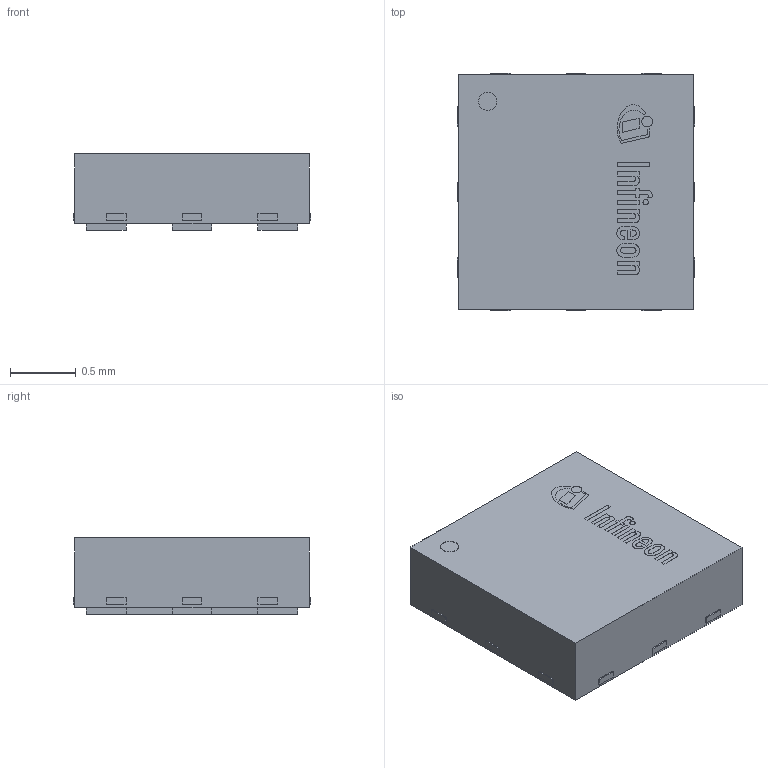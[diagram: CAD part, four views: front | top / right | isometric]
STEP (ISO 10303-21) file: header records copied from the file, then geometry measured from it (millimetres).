
FILE_DESCRIPTION(/* description */ (''),/* implementation_level */ '2;1');
FILE_NAME(/* name */ 'PG-TSNP-7-11_Z8B00209190_V01_3D.stp',/* time_stamp */ '2021-03-09T19:29:37+06:00',/* author */ ('janartha'),/* organization */ (''),/* preprocessor_version */ 'ST-DEVELOPER v16.13',/* originating_system */ 'AutoCAD Mechanical',/* authorisation */ '');
FILE_SCHEMA (('AUTOMOTIVE_DESIGN { 1 0 10303 214 3 1 1 }'));
Length unit declared in the file: millimetre
Products named in the file (1): Product
Bounding box: 1.8 x 1.8 x 0.58 mm (x, y, z)
Volume: 1.7 mm3; surface area: 13.2 mm2
Topology: 33 solids, 33 shells, 237 faces, 510 edges, 340 vertices
Faces by surface type: plane 213, bspline 18, cylinder 6
Full cylindrical faces by diameter (mm): 0.041 x1, 0.082 x1, 0.137 x2
Entity records: 6503 total; most frequent: CARTESIAN_POINT 1474, ORIENTED_EDGE 1012, DIRECTION 922, EDGE_CURVE 506, LINE 458, VECTOR 458, VERTEX_POINT 340, EDGE_LOOP 246
